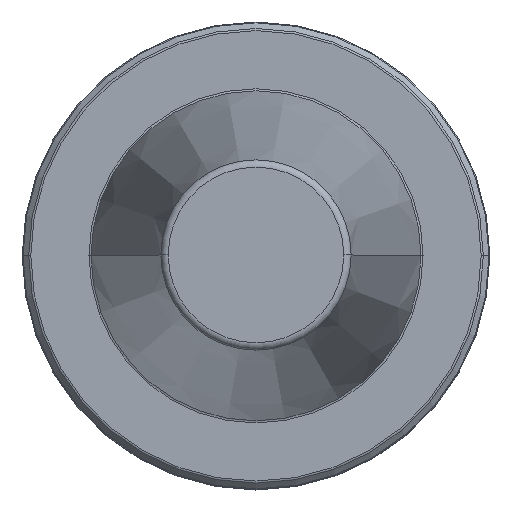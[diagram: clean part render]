
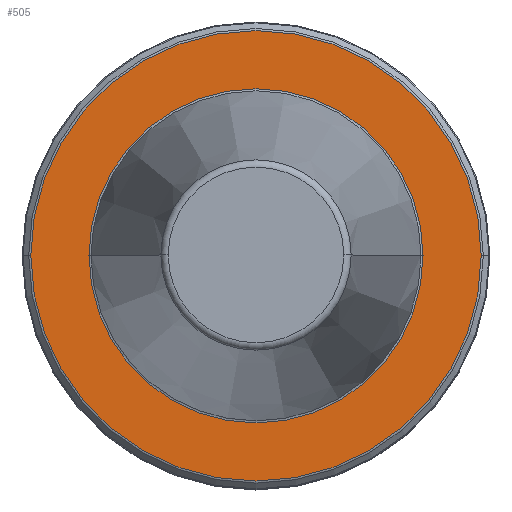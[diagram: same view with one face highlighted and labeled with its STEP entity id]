
A CAD part, top view. The second image highlights one B-rep face of the part: STEP entity #505.
In plain terms, the highlighted planar face has unit normal (0, 0, 1).
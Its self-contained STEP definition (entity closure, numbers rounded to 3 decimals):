
#48 = EDGE_CURVE ( 'NONE', #509, #1109, #92, .T. ) ;
#89 = ORIENTED_EDGE ( 'NONE', *, *, #1273, .T. ) ;
#92 = CIRCLE ( 'NONE', #1363, 30.334 ) ;
#103 = AXIS2_PLACEMENT_3D ( 'NONE', #617, #975, #211 ) ;
#142 = AXIS2_PLACEMENT_3D ( 'NONE', #1334, #666, #1424 ) ;
#143 = VERTEX_POINT ( 'NONE', #737 ) ;
#202 = ORIENTED_EDGE ( 'NONE', *, *, #490, .F. ) ;
#211 = DIRECTION ( 'NONE',  ( 1., 0., 0. ) ) ;
#367 = CARTESIAN_POINT ( 'NONE',  ( 0., 0., -2. ) ) ;
#426 = CARTESIAN_POINT ( 'NONE',  ( 30.334, 0., -2. ) ) ;
#490 = EDGE_CURVE ( 'NONE', #1409, #143, #787, .T. ) ;
#497 = DIRECTION ( 'NONE',  ( 1., 0., 0. ) ) ;
#505 = ADVANCED_FACE ( 'NONE', ( #1024, #1029 ), #788, .T. ) ;
#509 = VERTEX_POINT ( 'NONE', #729 ) ;
#613 = ORIENTED_EDGE ( 'NONE', *, *, #1436, .F. ) ;
#617 = CARTESIAN_POINT ( 'NONE',  ( 0., 0., -2. ) ) ;
#660 = AXIS2_PLACEMENT_3D ( 'NONE', #1162, #1191, #1278 ) ;
#666 = DIRECTION ( 'NONE',  ( 0., 0., 1. ) ) ;
#693 = CIRCLE ( 'NONE', #142, 22.5 ) ;
#726 = ORIENTED_EDGE ( 'NONE', *, *, #48, .T. ) ;
#729 = CARTESIAN_POINT ( 'NONE',  ( -30.334, 0., -2. ) ) ;
#737 = CARTESIAN_POINT ( 'NONE',  ( 22.5, 0., -2. ) ) ;
#787 = CIRCLE ( 'NONE', #660, 22.5 ) ;
#788 = PLANE ( 'NONE',  #103 ) ;
#807 = CARTESIAN_POINT ( 'NONE',  ( 0., 0., -2. ) ) ;
#862 = AXIS2_PLACEMENT_3D ( 'NONE', #367, #1211, #497 ) ;
#947 = EDGE_LOOP ( 'NONE', ( #89, #726 ) ) ;
#975 = DIRECTION ( 'NONE',  ( 0., 0., 1. ) ) ;
#1024 = FACE_OUTER_BOUND ( 'NONE', #947, .T. ) ;
#1029 = FACE_BOUND ( 'NONE', #1340, .T. ) ;
#1109 = VERTEX_POINT ( 'NONE', #426 ) ;
#1115 = DIRECTION ( 'NONE',  ( 1., 0., 0. ) ) ;
#1119 = DIRECTION ( 'NONE',  ( 0., 0., 1. ) ) ;
#1162 = CARTESIAN_POINT ( 'NONE',  ( 0., 0., -2. ) ) ;
#1191 = DIRECTION ( 'NONE',  ( 0., 0., 1. ) ) ;
#1211 = DIRECTION ( 'NONE',  ( 0., 0., 1. ) ) ;
#1213 = CIRCLE ( 'NONE', #862, 30.334 ) ;
#1273 = EDGE_CURVE ( 'NONE', #1109, #509, #1213, .T. ) ;
#1278 = DIRECTION ( 'NONE',  ( 1., 0., 0. ) ) ;
#1334 = CARTESIAN_POINT ( 'NONE',  ( 0., 0., -2. ) ) ;
#1340 = EDGE_LOOP ( 'NONE', ( #613, #202 ) ) ;
#1363 = AXIS2_PLACEMENT_3D ( 'NONE', #807, #1119, #1115 ) ;
#1409 = VERTEX_POINT ( 'NONE', #1416 ) ;
#1416 = CARTESIAN_POINT ( 'NONE',  ( -22.5, 0., -2. ) ) ;
#1424 = DIRECTION ( 'NONE',  ( 1., 0., 0. ) ) ;
#1436 = EDGE_CURVE ( 'NONE', #143, #1409, #693, .T. ) ;
